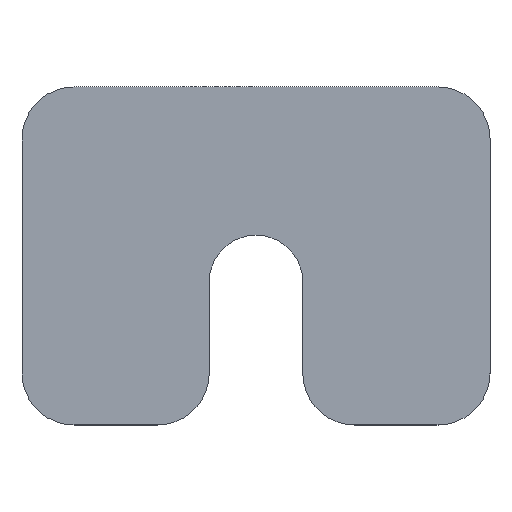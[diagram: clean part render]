
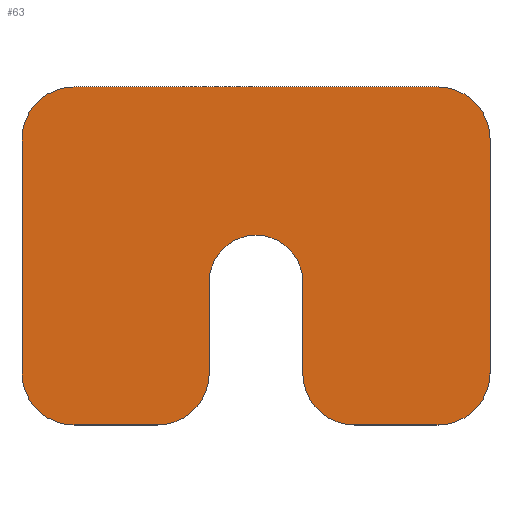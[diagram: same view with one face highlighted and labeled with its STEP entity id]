
A CAD part, top view. The second image highlights one B-rep face of the part: STEP entity #63.
In plain terms, the highlighted planar face has unit normal (0, 0, 1).
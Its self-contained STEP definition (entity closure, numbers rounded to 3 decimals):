
#42=CIRCLE('',#328,9.);
#43=CIRCLE('',#333,10.);
#44=CIRCLE('',#334,10.);
#45=CIRCLE('',#335,10.);
#46=CIRCLE('',#336,10.);
#47=CIRCLE('',#337,10.);
#48=CIRCLE('',#338,10.);
#63=ADVANCED_FACE('',(#88),#78,.T.);
#78=PLANE('',#339);
#88=FACE_OUTER_BOUND('',#104,.T.);
#104=EDGE_LOOP('',(#144,#145,#146,#147,#148,#149,#150,#151,#152,#153,#154,
#155,#156,#157));
#144=ORIENTED_EDGE('',*,*,#226,.F.);
#145=ORIENTED_EDGE('',*,*,#254,.T.);
#146=ORIENTED_EDGE('',*,*,#250,.F.);
#147=ORIENTED_EDGE('',*,*,#255,.T.);
#148=ORIENTED_EDGE('',*,*,#248,.F.);
#149=ORIENTED_EDGE('',*,*,#256,.T.);
#150=ORIENTED_EDGE('',*,*,#243,.F.);
#151=ORIENTED_EDGE('',*,*,#241,.F.);
#152=ORIENTED_EDGE('',*,*,#238,.F.);
#153=ORIENTED_EDGE('',*,*,#257,.T.);
#154=ORIENTED_EDGE('',*,*,#234,.F.);
#155=ORIENTED_EDGE('',*,*,#258,.T.);
#156=ORIENTED_EDGE('',*,*,#230,.F.);
#157=ORIENTED_EDGE('',*,*,#259,.T.);
#198=VERTEX_POINT('',#448);
#199=VERTEX_POINT('',#450);
#202=VERTEX_POINT('',#457);
#203=VERTEX_POINT('',#459);
#206=VERTEX_POINT('',#466);
#207=VERTEX_POINT('',#468);
#210=VERTEX_POINT('',#475);
#211=VERTEX_POINT('',#477);
#213=VERTEX_POINT('',#483);
#214=VERTEX_POINT('',#487);
#218=VERTEX_POINT('',#496);
#219=VERTEX_POINT('',#498);
#220=VERTEX_POINT('',#502);
#221=VERTEX_POINT('',#503);
#226=EDGE_CURVE('',#198,#199,#268,.T.);
#230=EDGE_CURVE('',#202,#203,#272,.T.);
#234=EDGE_CURVE('',#206,#207,#276,.T.);
#238=EDGE_CURVE('',#210,#211,#280,.T.);
#241=EDGE_CURVE('',#211,#213,#42,.T.);
#243=EDGE_CURVE('',#213,#214,#283,.T.);
#248=EDGE_CURVE('',#218,#219,#288,.T.);
#250=EDGE_CURVE('',#220,#221,#290,.T.);
#254=EDGE_CURVE('',#198,#221,#43,.T.);
#255=EDGE_CURVE('',#220,#219,#44,.T.);
#256=EDGE_CURVE('',#218,#214,#45,.T.);
#257=EDGE_CURVE('',#210,#207,#46,.T.);
#258=EDGE_CURVE('',#206,#203,#47,.T.);
#259=EDGE_CURVE('',#202,#199,#48,.T.);
#268=LINE('',#449,#296);
#272=LINE('',#458,#300);
#276=LINE('',#467,#304);
#280=LINE('',#476,#308);
#283=LINE('',#486,#311);
#288=LINE('',#497,#316);
#290=LINE('',#501,#318);
#296=VECTOR('',#357,1.);
#300=VECTOR('',#363,1.);
#304=VECTOR('',#369,1.);
#308=VECTOR('',#375,1.);
#311=VECTOR('',#386,1.);
#316=VECTOR('',#393,1.);
#318=VECTOR('',#397,1.);
#328=AXIS2_PLACEMENT_3D('',#482,#381,#382);
#333=AXIS2_PLACEMENT_3D('',#510,#403,#404);
#334=AXIS2_PLACEMENT_3D('',#511,#405,#406);
#335=AXIS2_PLACEMENT_3D('',#512,#407,#408);
#336=AXIS2_PLACEMENT_3D('',#513,#409,#410);
#337=AXIS2_PLACEMENT_3D('',#514,#411,#412);
#338=AXIS2_PLACEMENT_3D('',#515,#413,#414);
#339=AXIS2_PLACEMENT_3D('',#516,#415,#416);
#357=DIRECTION('',(1.,0.,0.));
#363=DIRECTION('',(0.,-1.,0.));
#369=DIRECTION('',(-1.,0.,0.));
#375=DIRECTION('',(0.,1.,0.));
#381=DIRECTION('',(0.,0.,1.));
#382=DIRECTION('',(1.,0.,0.));
#386=DIRECTION('',(0.,-1.,0.));
#393=DIRECTION('',(-1.,0.,0.));
#397=DIRECTION('',(0.,1.,0.));
#403=DIRECTION('',(0.,0.,1.));
#404=DIRECTION('',(1.,0.,0.));
#405=DIRECTION('',(0.,0.,1.));
#406=DIRECTION('',(1.,0.,0.));
#407=DIRECTION('',(0.,0.,1.));
#408=DIRECTION('',(1.,0.,0.));
#409=DIRECTION('',(0.,0.,1.));
#410=DIRECTION('',(1.,0.,0.));
#411=DIRECTION('',(0.,0.,1.));
#412=DIRECTION('',(1.,0.,0.));
#413=DIRECTION('',(0.,0.,1.));
#414=DIRECTION('',(1.,0.,0.));
#415=DIRECTION('',(0.,0.,1.));
#416=DIRECTION('',(1.,0.,0.));
#448=CARTESIAN_POINT('',(-35.,37.5,1.));
#449=CARTESIAN_POINT('',(-45.,37.5,1.));
#450=CARTESIAN_POINT('',(35.,37.5,1.));
#457=CARTESIAN_POINT('',(45.,27.5,1.));
#458=CARTESIAN_POINT('',(45.,37.5,1.));
#459=CARTESIAN_POINT('',(45.,-17.5,1.));
#466=CARTESIAN_POINT('',(35.,-27.5,1.));
#467=CARTESIAN_POINT('',(45.,-27.5,1.));
#468=CARTESIAN_POINT('',(19.,-27.5,1.));
#475=CARTESIAN_POINT('',(9.,-17.5,1.));
#476=CARTESIAN_POINT('',(9.,-27.5,1.));
#477=CARTESIAN_POINT('',(9.,0.,1.));
#482=CARTESIAN_POINT('',(0.,0.,1.));
#483=CARTESIAN_POINT('',(-9.,0.,1.));
#486=CARTESIAN_POINT('',(-9.,0.,1.));
#487=CARTESIAN_POINT('',(-9.,-17.5,1.));
#496=CARTESIAN_POINT('',(-19.,-27.5,1.));
#497=CARTESIAN_POINT('',(-9.,-27.5,1.));
#498=CARTESIAN_POINT('',(-35.,-27.5,1.));
#501=CARTESIAN_POINT('',(-45.,-27.5,1.));
#502=CARTESIAN_POINT('',(-45.,-17.5,1.));
#503=CARTESIAN_POINT('',(-45.,27.5,1.));
#510=CARTESIAN_POINT('',(-35.,27.5,1.));
#511=CARTESIAN_POINT('',(-35.,-17.5,1.));
#512=CARTESIAN_POINT('',(-19.,-17.5,1.));
#513=CARTESIAN_POINT('',(19.,-17.5,1.));
#514=CARTESIAN_POINT('',(35.,-17.5,1.));
#515=CARTESIAN_POINT('',(35.,27.5,1.));
#516=CARTESIAN_POINT('',(0.,0.,1.));
